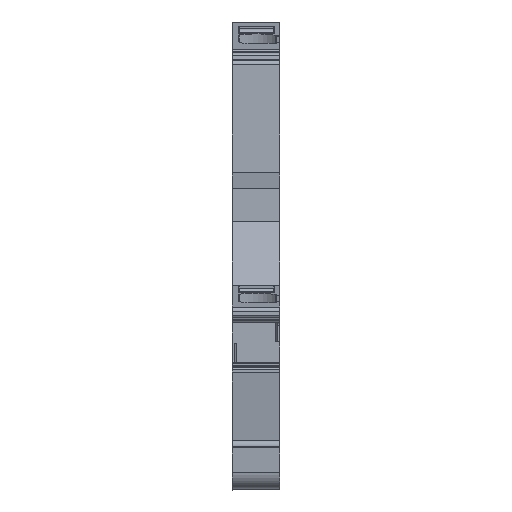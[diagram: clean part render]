
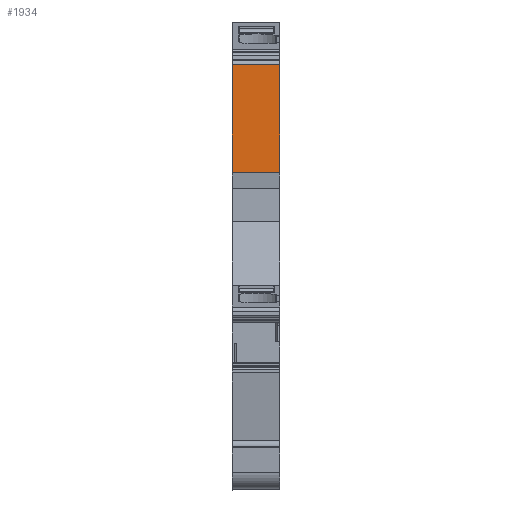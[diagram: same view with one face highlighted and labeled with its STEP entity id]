
A CAD part, front view. The second image highlights one B-rep face of the part: STEP entity #1934.
In plain terms, the highlighted planar face has unit normal (0, -1, 0).
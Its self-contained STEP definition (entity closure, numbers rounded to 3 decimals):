
#1891=AXIS2_PLACEMENT_3D('Plane Axis2P3D',#1888,#1889,#1890) ;
#1861=CARTESIAN_POINT('Line Origine',(2.55,11.876,45.618)) ;
#1865=CARTESIAN_POINT('Vertex',(0.05,11.876,45.618)) ;
#1867=CARTESIAN_POINT('Vertex',(5.1,11.876,45.618)) ;
#1888=CARTESIAN_POINT('Axis2P3D Location',(0.,11.876,34.105)) ;
#1893=CARTESIAN_POINT('Line Origine',(0.025,11.876,34.105)) ;
#1897=CARTESIAN_POINT('Vertex',(0.05,11.876,34.105)) ;
#1899=CARTESIAN_POINT('Vertex',(0.,11.876,34.105)) ;
#1902=CARTESIAN_POINT('Line Origine',(2.575,11.876,34.105)) ;
#1906=CARTESIAN_POINT('Vertex',(5.1,11.876,34.105)) ;
#1909=CARTESIAN_POINT('Line Origine',(5.1,11.876,39.862)) ;
#1914=CARTESIAN_POINT('Line Origine',(0.025,11.876,45.618)) ;
#1918=CARTESIAN_POINT('Vertex',(0.,11.876,45.618)) ;
#1921=CARTESIAN_POINT('Line Origine',(0.,11.876,39.862)) ;
#1862=DIRECTION('Vector Direction',(1.,0.,0.)) ;
#1889=DIRECTION('Axis2P3D Direction',(0.,1.,0.)) ;
#1890=DIRECTION('Axis2P3D XDirection',(0.,0.,1.)) ;
#1894=DIRECTION('Vector Direction',(-1.,0.,0.)) ;
#1903=DIRECTION('Vector Direction',(1.,0.,0.)) ;
#1910=DIRECTION('Vector Direction',(0.,0.,1.)) ;
#1915=DIRECTION('Vector Direction',(-1.,0.,0.)) ;
#1922=DIRECTION('Vector Direction',(0.,0.,-1.)) ;
#1863=VECTOR('Line Direction',#1862,1.) ;
#1895=VECTOR('Line Direction',#1894,1.) ;
#1904=VECTOR('Line Direction',#1903,1.) ;
#1911=VECTOR('Line Direction',#1910,1.) ;
#1916=VECTOR('Line Direction',#1915,1.) ;
#1923=VECTOR('Line Direction',#1922,1.) ;
#1927=ORIENTED_EDGE('',*,*,#1901,.F.) ;
#1928=ORIENTED_EDGE('',*,*,#1908,.T.) ;
#1929=ORIENTED_EDGE('',*,*,#1913,.T.) ;
#1930=ORIENTED_EDGE('',*,*,#1869,.F.) ;
#1931=ORIENTED_EDGE('',*,*,#1920,.T.) ;
#1932=ORIENTED_EDGE('',*,*,#1925,.F.) ;
#1934=ADVANCED_FACE('MLD_AITB_2-5_BB_X-L-PE_PLM001785.1\\MLD_AITB_2-5_BB_X-L-PE_PLM001785',(#1933),#1892,.F.) ;
#1869=EDGE_CURVE('',#1866,#1868,#1864,.T.) ;
#1901=EDGE_CURVE('',#1898,#1900,#1896,.T.) ;
#1908=EDGE_CURVE('',#1898,#1907,#1905,.T.) ;
#1913=EDGE_CURVE('',#1907,#1868,#1912,.T.) ;
#1920=EDGE_CURVE('',#1866,#1919,#1917,.T.) ;
#1925=EDGE_CURVE('',#1900,#1919,#1924,.F.) ;
#1926=EDGE_LOOP('',(#1927,#1928,#1929,#1930,#1931,#1932)) ;
#1933=FACE_OUTER_BOUND('',#1926,.T.) ;
#1864=LINE('Line',#1861,#1863) ;
#1896=LINE('Line',#1893,#1895) ;
#1905=LINE('Line',#1902,#1904) ;
#1912=LINE('Line',#1909,#1911) ;
#1917=LINE('Line',#1914,#1916) ;
#1924=LINE('Line',#1921,#1923) ;
#1892=PLANE('',#1891) ;
#1866=VERTEX_POINT('',#1865) ;
#1868=VERTEX_POINT('',#1867) ;
#1898=VERTEX_POINT('',#1897) ;
#1900=VERTEX_POINT('',#1899) ;
#1907=VERTEX_POINT('',#1906) ;
#1919=VERTEX_POINT('',#1918) ;
